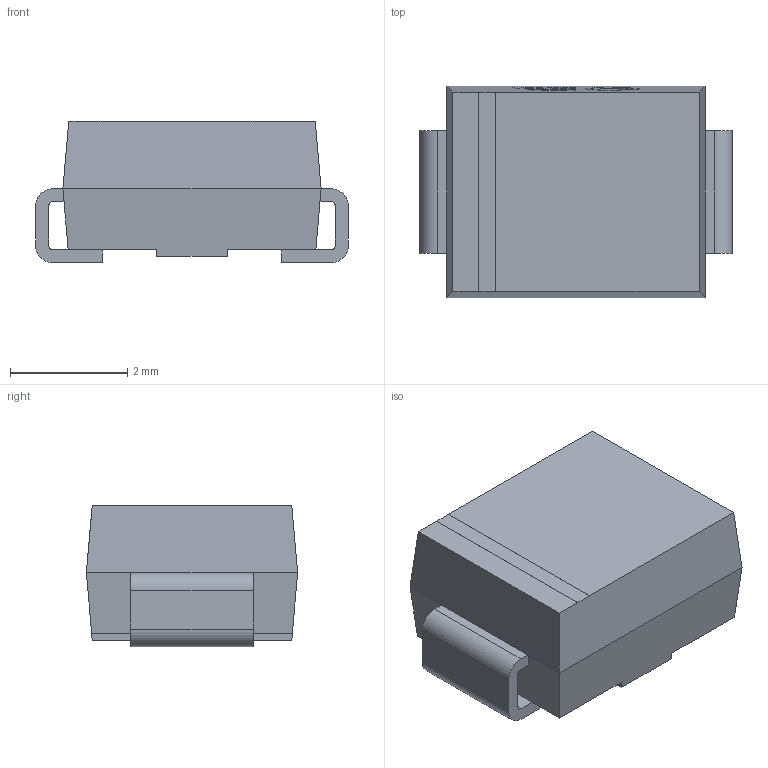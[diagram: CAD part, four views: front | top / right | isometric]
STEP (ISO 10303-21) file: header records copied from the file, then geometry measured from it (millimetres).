
FILE_DESCRIPTION (( 'STEP AP214' ), '1' );
FILE_NAME ('DO-214AA_L4.4-W3.6-LS5.3-RD.step', '2022-07-04T10:21:33', ( '' ), ( '' ), 'SwSTEP 2.0', 'SolidWorks 2020', '' );
FILE_SCHEMA (( 'AUTOMOTIVE_DESIGN' ));
Length unit declared in the file: millimetre
Products named in the file (1): DO-214AA_L4.4-W3.6-LS5.3-RD
Bounding box: 5.33 x 3.6 x 2.41 mm (x, y, z)
Volume: 35.5 mm3; surface area: 84.9 mm2
Topology: 1 solids, 1 shells, 268 faces, 733 edges, 486 vertices
Faces by surface type: plane 162, bspline 98, cylinder 8
Entity records: 11903 total; most frequent: CARTESIAN_POINT 2794, ORIENTED_EDGE 1466, DIRECTION 891, EDGE_CURVE 733, LINE 517, VECTOR 517, VERTEX_POINT 486, EDGE_LOOP 287
